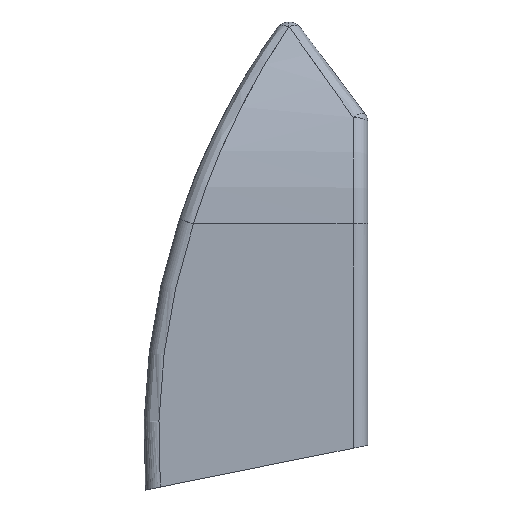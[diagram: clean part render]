
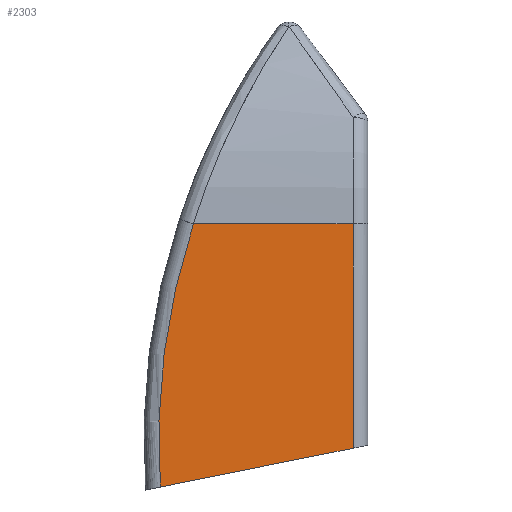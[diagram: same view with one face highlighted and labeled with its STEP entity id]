
A CAD part, left-side view. The second image highlights one B-rep face of the part: STEP entity #2303.
In plain terms, the highlighted planar face has unit normal (-1, 0, 0).
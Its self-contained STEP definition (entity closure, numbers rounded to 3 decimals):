
#133 = DIRECTION ( 'NONE',  ( 0., 1., 0. ) ) ;
#153 = VERTEX_POINT ( 'NONE', #1417 ) ;
#203 = EDGE_LOOP ( 'NONE', ( #704, #2194, #2367, #2134 ) ) ;
#236 = EDGE_CURVE ( 'NONE', #2244, #153, #1995, .T. ) ;
#283 = DIRECTION ( 'NONE',  ( 1., 0., 0. ) ) ;
#297 = CIRCLE ( 'NONE', #2801, 1850.033 ) ;
#376 = CARTESIAN_POINT ( 'NONE',  ( -250., 289.23, 1190.082 ) ) ;
#443 = EDGE_CURVE ( 'NONE', #153, #544, #2122, .T. ) ;
#481 = EDGE_CURVE ( 'NONE', #2422, #2244, #297, .T. ) ;
#544 = VERTEX_POINT ( 'NONE', #2729 ) ;
#571 = DIRECTION ( 'NONE',  ( 0., 0., -1. ) ) ;
#704 = ORIENTED_EDGE ( 'NONE', *, *, #236, .T. ) ;
#735 = CARTESIAN_POINT ( 'NONE',  ( -250., -1596.026, 1324.385 ) ) ;
#969 = CARTESIAN_POINT ( 'NONE',  ( -250., 249.689, 1198.049 ) ) ;
#1106 = DIRECTION ( 'NONE',  ( 0., -0.98, 0.198 ) ) ;
#1139 = VECTOR ( 'NONE', #3042, 1000. ) ;
#1262 = PLANE ( 'NONE',  #2017 ) ;
#1327 = CARTESIAN_POINT ( 'NONE',  ( -250., 160.613, 1904.766 ) ) ;
#1417 = CARTESIAN_POINT ( 'NONE',  ( -250., -268.134, 1302.386 ) ) ;
#1457 = FACE_OUTER_BOUND ( 'NONE', #203, .T. ) ;
#1673 = DIRECTION ( 'NONE',  ( 0., 1., 0. ) ) ;
#1805 = EDGE_CURVE ( 'NONE', #544, #2422, #1996, .T. ) ;
#1871 = VECTOR ( 'NONE', #1106, 1000. ) ;
#1995 = LINE ( 'NONE', #376, #1871 ) ;
#1996 = LINE ( 'NONE', #2647, #2156 ) ;
#2017 = AXIS2_PLACEMENT_3D ( 'NONE', #735, #283, #1673 ) ;
#2122 = LINE ( 'NONE', #2151, #1139 ) ;
#2134 = ORIENTED_EDGE ( 'NONE', *, *, #481, .T. ) ;
#2151 = CARTESIAN_POINT ( 'NONE',  ( -250., -268.134, 1904.766 ) ) ;
#2156 = VECTOR ( 'NONE', #133, 1000. ) ;
#2194 = ORIENTED_EDGE ( 'NONE', *, *, #443, .T. ) ;
#2244 = VERTEX_POINT ( 'NONE', #969 ) ;
#2303 = ADVANCED_FACE ( 'NONE', ( #1457 ), #1262, .F. ) ;
#2367 = ORIENTED_EDGE ( 'NONE', *, *, #1805, .T. ) ;
#2422 = VERTEX_POINT ( 'NONE', #1327 ) ;
#2647 = CARTESIAN_POINT ( 'NONE',  ( -250., -308.134, 1904.766 ) ) ;
#2673 = CARTESIAN_POINT ( 'NONE',  ( -250., -1596.026, 1324.385 ) ) ;
#2729 = CARTESIAN_POINT ( 'NONE',  ( -250., -268.134, 1904.766 ) ) ;
#2801 = AXIS2_PLACEMENT_3D ( 'NONE', #2673, #2927, #571 ) ;
#2927 = DIRECTION ( 'NONE',  ( -1., 0., 0. ) ) ;
#3042 = DIRECTION ( 'NONE',  ( 0., 0., 1. ) ) ;
